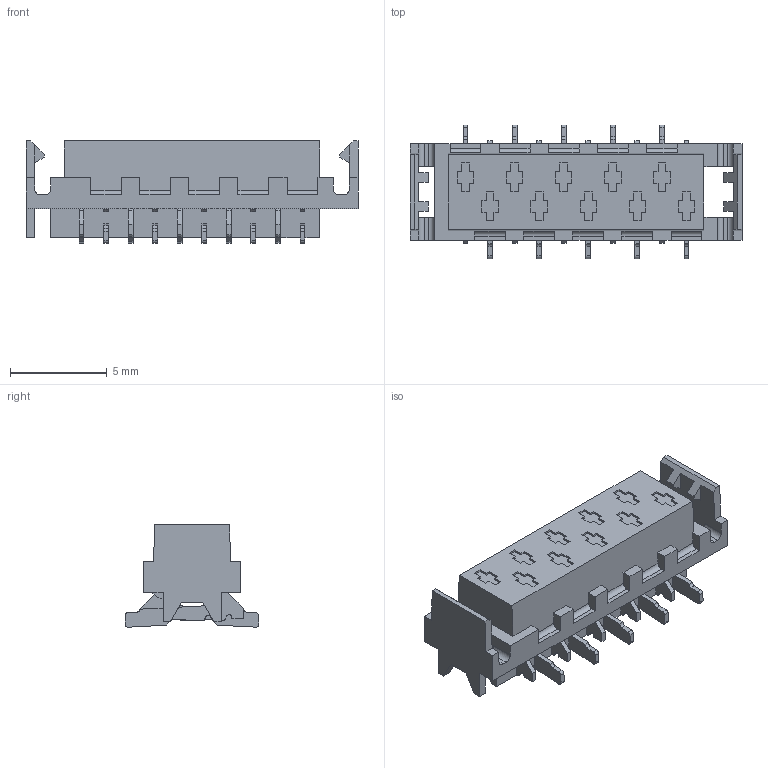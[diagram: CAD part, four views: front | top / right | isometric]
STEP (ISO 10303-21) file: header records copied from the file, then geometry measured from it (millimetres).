
FILE_DESCRIPTION(('FreeCAD Model'),'2;1');
FILE_NAME('Open CASCADE Shape Model','2023-10-20T10:30:01',( 'kicad StepUp'),('ksu MCAD'),'Open CASCADE STEP processor 7.6', 'FreeCAD','Unknown');
FILE_SCHEMA(('AUTOMOTIVE_DESIGN { 1 0 10303 214 1 1 1 1 }'));
Length unit declared in the file: millimetre
Products named in the file (1): C-8-338069-0
Bounding box: 17.17 x 6.92 x 5.29 mm (x, y, z)
Volume: 273.3 mm3; surface area: 537.9 mm2
Topology: 1 solids, 1 shells, 614 faces, 1833 edges, 1222 vertices
Faces by surface type: plane 491, cylinder 123
Entity records: 24814 total; most frequent: CARTESIAN_POINT 3670, ORIENTED_EDGE 3666, DIRECTION 3309, EDGE_CURVE 1833, LINE 1587, VECTOR 1587, VERTEX_POINT 1222, AXIS2_PLACEMENT_3D 861
